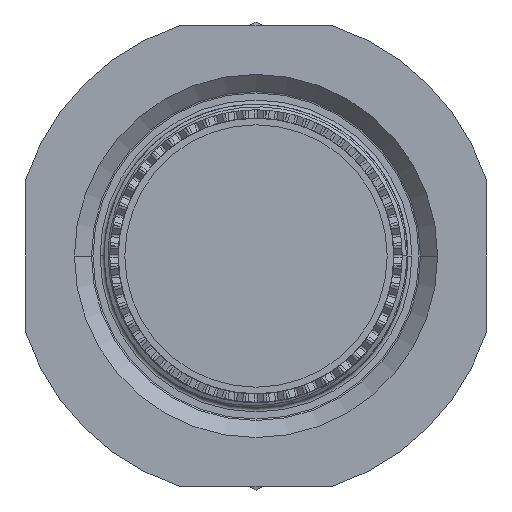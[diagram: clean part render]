
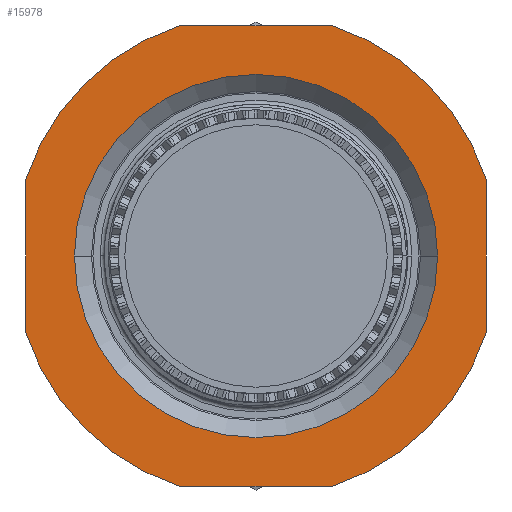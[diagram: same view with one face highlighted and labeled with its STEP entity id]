
A CAD part, front view. The second image highlights one B-rep face of the part: STEP entity #15978.
In plain terms, the highlighted planar face has unit normal (0, -1, 0).
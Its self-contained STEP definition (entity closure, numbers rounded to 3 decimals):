
#5416=CARTESIAN_POINT('',(0.,-26.5,0.));
#5417=DIRECTION('',(0.,-1.,0.));
#5418=DIRECTION('',(-1.,0.,0.));
#5419=AXIS2_PLACEMENT_3D('',#5416,#5417,#5418);
#5421=CARTESIAN_POINT('',(0.,-26.5,0.));
#5422=DIRECTION('',(0.,1.,0.));
#5423=DIRECTION('',(-1.,0.,0.));
#5424=AXIS2_PLACEMENT_3D('',#5421,#5422,#5423);
#5426=DIRECTION('',(0.,0.,-1.));
#5427=VECTOR('',#5426,18.574);
#5428=CARTESIAN_POINT('',(-28.,-26.5,9.287));
#5429=LINE('',#5428,#5427);
#5430=DIRECTION('',(-1.,0.,0.));
#5431=VECTOR('',#5430,18.574);
#5432=CARTESIAN_POINT('',(9.287,-26.5,28.));
#5433=LINE('',#5432,#5431);
#5434=DIRECTION('',(0.,0.,1.));
#5435=VECTOR('',#5434,18.574);
#5436=CARTESIAN_POINT('',(28.,-26.5,-9.287));
#5437=LINE('',#5436,#5435);
#5438=DIRECTION('',(1.,0.,0.));
#5439=VECTOR('',#5438,18.574);
#5440=CARTESIAN_POINT('',(-9.287,-26.5,-28.));
#5441=LINE('',#5440,#5439);
#5446=CARTESIAN_POINT('',(0.,-26.5,0.));
#5447=DIRECTION('',(0.,-1.,0.));
#5448=DIRECTION('',(-0.949,0.,-0.315));
#5449=AXIS2_PLACEMENT_3D('',#5446,#5447,#5448);
#5459=CARTESIAN_POINT('',(0.,-26.5,0.));
#5460=DIRECTION('',(0.,-1.,0.));
#5461=DIRECTION('',(0.315,0.,-0.949));
#5462=AXIS2_PLACEMENT_3D('',#5459,#5460,#5461);
#8983=CARTESIAN_POINT('',(0.,-26.5,0.));
#8984=DIRECTION('',(0.,1.,0.));
#8985=DIRECTION('',(-0.949,0.,0.315));
#8986=AXIS2_PLACEMENT_3D('',#8983,#8984,#8985);
#8992=CARTESIAN_POINT('',(0.,-26.5,0.));
#8993=DIRECTION('',(0.,1.,0.));
#8994=DIRECTION('',(0.315,0.,0.949));
#8995=AXIS2_PLACEMENT_3D('',#8992,#8993,#8994);
#9444=CARTESIAN_POINT('',(-22.065,-26.5,0.));
#9445=CARTESIAN_POINT('',(22.065,-26.5,0.));
#9446=VERTEX_POINT('',#9444);
#9447=VERTEX_POINT('',#9445);
#10038=CARTESIAN_POINT('',(-28.,-26.5,9.287));
#10039=CARTESIAN_POINT('',(-28.,-26.5,-9.287));
#10040=VERTEX_POINT('',#10038);
#10041=VERTEX_POINT('',#10039);
#10042=CARTESIAN_POINT('',(-9.287,-26.5,-28.));
#10043=CARTESIAN_POINT('',(9.287,-26.5,-28.));
#10044=VERTEX_POINT('',#10042);
#10045=VERTEX_POINT('',#10043);
#10046=CARTESIAN_POINT('',(28.,-26.5,-9.287));
#10047=CARTESIAN_POINT('',(28.,-26.5,9.287));
#10048=VERTEX_POINT('',#10046);
#10049=VERTEX_POINT('',#10047);
#10050=CARTESIAN_POINT('',(9.287,-26.5,28.));
#10051=CARTESIAN_POINT('',(-9.287,-26.5,28.));
#10052=VERTEX_POINT('',#10050);
#10053=VERTEX_POINT('',#10051);
#15951=CARTESIAN_POINT('',(0.,-26.5,0.));
#15952=DIRECTION('',(0.,1.,0.));
#15953=DIRECTION('',(-1.,0.,0.));
#15954=AXIS2_PLACEMENT_3D('',#15951,#15952,#15953);
#15955=PLANE('',#15954);
#15957=ORIENTED_EDGE('',*,*,#15956,.F.);
#15959=ORIENTED_EDGE('',*,*,#15958,.T.);
#15961=ORIENTED_EDGE('',*,*,#15960,.F.);
#15963=ORIENTED_EDGE('',*,*,#15962,.T.);
#15965=ORIENTED_EDGE('',*,*,#15964,.F.);
#15967=ORIENTED_EDGE('',*,*,#15966,.F.);
#15969=ORIENTED_EDGE('',*,*,#15968,.F.);
#15971=ORIENTED_EDGE('',*,*,#15970,.F.);
#15972=EDGE_LOOP('',(#15957,#15959,#15961,#15963,#15965,#15967,#15969,#15971));
#15973=FACE_OUTER_BOUND('',#15972,.F.);
#15974=ORIENTED_EDGE('',*,*,#15918,.T.);
#15975=ORIENTED_EDGE('',*,*,#15933,.F.);
#15976=EDGE_LOOP('',(#15974,#15975));
#15977=FACE_BOUND('',#15976,.F.);
#15978=ADVANCED_FACE('',(#15973,#15977),#15955,.F.);
#5420=CIRCLE('',#5419,22.065);
#5425=CIRCLE('',#5424,22.065);
#5450=CIRCLE('',#5449,29.5);
#5463=CIRCLE('',#5462,29.5);
#8987=CIRCLE('',#8986,29.5);
#8996=CIRCLE('',#8995,29.5);
#15918=EDGE_CURVE('',#9446,#9447,#5420,.T.);
#15933=EDGE_CURVE('',#9446,#9447,#5425,.T.);
#15956=EDGE_CURVE('',#10040,#10041,#5429,.T.);
#15958=EDGE_CURVE('',#10040,#10053,#8987,.T.);
#15960=EDGE_CURVE('',#10052,#10053,#5433,.T.);
#15962=EDGE_CURVE('',#10052,#10049,#8996,.T.);
#15964=EDGE_CURVE('',#10048,#10049,#5437,.T.);
#15966=EDGE_CURVE('',#10045,#10048,#5463,.T.);
#15968=EDGE_CURVE('',#10044,#10045,#5441,.T.);
#15970=EDGE_CURVE('',#10041,#10044,#5450,.T.);
